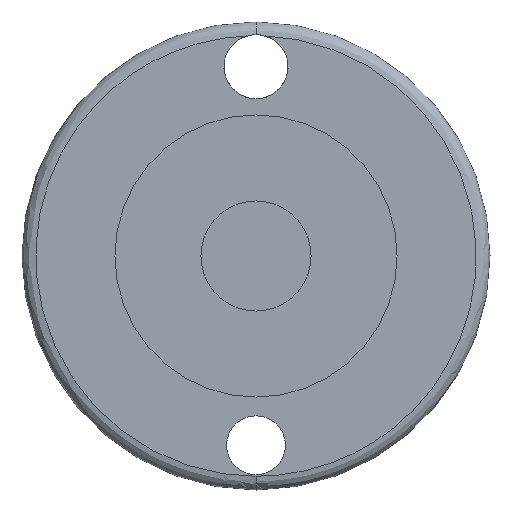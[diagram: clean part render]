
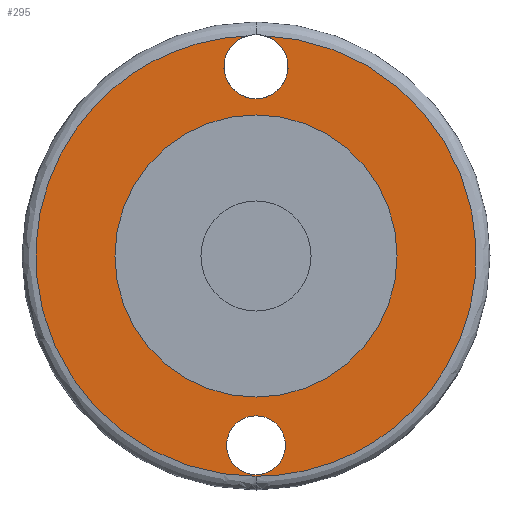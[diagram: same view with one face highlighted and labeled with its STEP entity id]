
A CAD part, front view. The second image highlights one B-rep face of the part: STEP entity #295.
In plain terms, the highlighted planar face has unit normal (0, -1, 0).
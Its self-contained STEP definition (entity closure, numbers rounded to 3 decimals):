
#9 = DIRECTION ( 'NONE',  ( 0., 0., 1. ) ) ;
#11 = DIRECTION ( 'NONE',  ( 0., 1., 0. ) ) ;
#12 = CARTESIAN_POINT ( 'NONE',  ( 0., 0., 27.5 ) ) ;
#20 = EDGE_CURVE ( 'NONE', #749, #126, #330, .T. ) ;
#59 = CARTESIAN_POINT ( 'NONE',  ( 1.311, 0., 31.973 ) ) ;
#91 = AXIS2_PLACEMENT_3D ( 'NONE', #540, #553, #517 ) ;
#93 = CARTESIAN_POINT ( 'NONE',  ( 0., 0., -20.5 ) ) ;
#123 = VERTEX_POINT ( 'NONE', #677 ) ;
#126 = VERTEX_POINT ( 'NONE', #684 ) ;
#127 = CARTESIAN_POINT ( 'NONE',  ( 0., 0., -32. ) ) ;
#138 = ORIENTED_EDGE ( 'NONE', *, *, #573, .T. ) ;
#189 = ORIENTED_EDGE ( 'NONE', *, *, #827, .T. ) ;
#202 = ORIENTED_EDGE ( 'NONE', *, *, #565, .T. ) ;
#219 = AXIS2_PLACEMENT_3D ( 'NONE', #258, #257, #256 ) ;
#239 = VERTEX_POINT ( 'NONE', #674 ) ;
#242 = CARTESIAN_POINT ( 'NONE',  ( -1.311, 0., 31.973 ) ) ;
#243 = CARTESIAN_POINT ( 'NONE',  ( -62.727, 0., 29.454 ) ) ;
#250 = CARTESIAN_POINT ( 'NONE',  ( 0., 0., -32. ) ) ;
#252 = CARTESIAN_POINT ( 'NONE',  ( -61.467, 0., -32. ) ) ;
#254 = CARTESIAN_POINT ( 'NONE',  ( 0., 0., -32. ) ) ;
#255 = CARTESIAN_POINT ( 'NONE',  ( 61.467, 0., -32. ) ) ;
#256 = DIRECTION ( 'NONE',  ( 0., 0., 1. ) ) ;
#257 = DIRECTION ( 'NONE',  ( 0., 1., 0. ) ) ;
#258 = CARTESIAN_POINT ( 'NONE',  ( 0., 0., 27.5 ) ) ;
#261 = CARTESIAN_POINT ( 'NONE',  ( 62.727, 0., 29.454 ) ) ;
#272 = CIRCLE ( 'NONE', #392, 4.661 ) ;
#295 = ADVANCED_FACE ( 'NONE', ( #771, #552, #574 ), #519, .T. ) ;
#330 = CIRCLE ( 'NONE', #395, 4.274 ) ;
#354 = CIRCLE ( 'NONE', #474, 20.5 ) ;
#362 = DIRECTION ( 'NONE',  ( 0., 0., 1. ) ) ;
#363 = DIRECTION ( 'NONE',  ( 0., 1., 0. ) ) ;
#364 = CARTESIAN_POINT ( 'NONE',  ( 0., 0., -27.5 ) ) ;
#387 = ORIENTED_EDGE ( 'NONE', *, *, #567, .F. ) ;
#392 = AXIS2_PLACEMENT_3D ( 'NONE', #12, #11, #9 ) ;
#395 = AXIS2_PLACEMENT_3D ( 'NONE', #751, #746, #745 ) ;
#403 = CARTESIAN_POINT ( 'NONE',  ( 0., 0., 22.839 ) ) ;
#420 = CARTESIAN_POINT ( 'NONE',  ( 1.311, 0., 31.973 ) ) ;
#425 = CARTESIAN_POINT ( 'NONE',  ( 0., 0., -31.774 ) ) ;
#474 = AXIS2_PLACEMENT_3D ( 'NONE', #524, #523, #522 ) ;
#493 = VERTEX_POINT ( 'NONE', #127 ) ;
#498 = DIRECTION ( 'NONE',  ( 0., 0., -1. ) ) ;
#500 = DIRECTION ( 'NONE',  ( 0., 1., 0. ) ) ;
#501 = CARTESIAN_POINT ( 'NONE',  ( 0., 0., 0. ) ) ;
#515 = EDGE_LOOP ( 'NONE', ( #784, #796 ) ) ;
#517 = DIRECTION ( 'NONE',  ( 0., 0., -1. ) ) ;
#519 = PLANE ( 'NONE',  #91 ) ;
#522 = DIRECTION ( 'NONE',  ( 0., 0., -1. ) ) ;
#523 = DIRECTION ( 'NONE',  ( 0., 1., 0. ) ) ;
#524 = CARTESIAN_POINT ( 'NONE',  ( 0., 0., 0. ) ) ;
#534 = VERTEX_POINT ( 'NONE', #93 ) ;
#540 = CARTESIAN_POINT ( 'NONE',  ( 20.5, 0., 0. ) ) ;
#552 = FACE_OUTER_BOUND ( 'NONE', #808, .T. ) ;
#553 = DIRECTION ( 'NONE',  ( 0., -1., 0. ) ) ;
#565 = EDGE_CURVE ( 'NONE', #815, #123, #741, .T. ) ;
#567 = EDGE_CURVE ( 'NONE', #750, #493, #838, .T. ) ;
#571 = EDGE_CURVE ( 'NONE', #493, #123, #836, .T. ) ;
#573 = EDGE_CURVE ( 'NONE', #750, #815, #272, .T. ) ;
#574 = FACE_BOUND ( 'NONE', #736, .T. ) ;
#634 = AXIS2_PLACEMENT_3D ( 'NONE', #501, #500, #498 ) ;
#647 = AXIS2_PLACEMENT_3D ( 'NONE', #364, #363, #362 ) ;
#663 = ORIENTED_EDGE ( 'NONE', *, *, #571, .F. ) ;
#674 = CARTESIAN_POINT ( 'NONE',  ( 0., 0., 20.5 ) ) ;
#677 = CARTESIAN_POINT ( 'NONE',  ( -1.311, 0., 31.973 ) ) ;
#681 = EDGE_CURVE ( 'NONE', #239, #534, #354, .T. ) ;
#684 = CARTESIAN_POINT ( 'NONE',  ( 0., 0., -23.226 ) ) ;
#686 = EDGE_CURVE ( 'NONE', #534, #239, #727, .T. ) ;
#701 = ORIENTED_EDGE ( 'NONE', *, *, #20, .T. ) ;
#727 = CIRCLE ( 'NONE', #634, 20.5 ) ;
#736 = EDGE_LOOP ( 'NONE', ( #189, #701 ) ) ;
#741 = CIRCLE ( 'NONE', #219, 4.661 ) ;
#745 = DIRECTION ( 'NONE',  ( 0., 0., 1. ) ) ;
#746 = DIRECTION ( 'NONE',  ( 0., 1., 0. ) ) ;
#749 = VERTEX_POINT ( 'NONE', #425 ) ;
#750 = VERTEX_POINT ( 'NONE', #420 ) ;
#751 = CARTESIAN_POINT ( 'NONE',  ( 0., 0., -27.5 ) ) ;
#771 = FACE_BOUND ( 'NONE', #515, .T. ) ;
#784 = ORIENTED_EDGE ( 'NONE', *, *, #686, .T. ) ;
#786 = CIRCLE ( 'NONE', #647, 4.274 ) ;
#796 = ORIENTED_EDGE ( 'NONE', *, *, #681, .T. ) ;
#808 = EDGE_LOOP ( 'NONE', ( #663, #387, #138, #202 ) ) ;
#815 = VERTEX_POINT ( 'NONE', #403 ) ;
#827 = EDGE_CURVE ( 'NONE', #126, #749, #786, .T. ) ;
#836 =( BOUNDED_CURVE ( )  B_SPLINE_CURVE ( 3, ( #250, #252, #243, #242 ),
 .UNSPECIFIED., .F., .F. ) 
 B_SPLINE_CURVE_WITH_KNOTS ( ( 4, 4 ),
 ( 0., 1. ),
 .UNSPECIFIED. ) 
 CURVE ( )  GEOMETRIC_REPRESENTATION_ITEM ( )  RATIONAL_B_SPLINE_CURVE ( ( 1., 0.347, 0.347, 1. ) ) 
 REPRESENTATION_ITEM ( '' )  );
#838 =( BOUNDED_CURVE ( )  B_SPLINE_CURVE ( 3, ( #59, #261, #255, #254 ),
 .UNSPECIFIED., .F., .T. ) 
 B_SPLINE_CURVE_WITH_KNOTS ( ( 4, 4 ),
 ( 0., 1. ),
 .UNSPECIFIED. ) 
 CURVE ( )  GEOMETRIC_REPRESENTATION_ITEM ( )  RATIONAL_B_SPLINE_CURVE ( ( 1., 0.347, 0.347, 1. ) ) 
 REPRESENTATION_ITEM ( '' )  );
